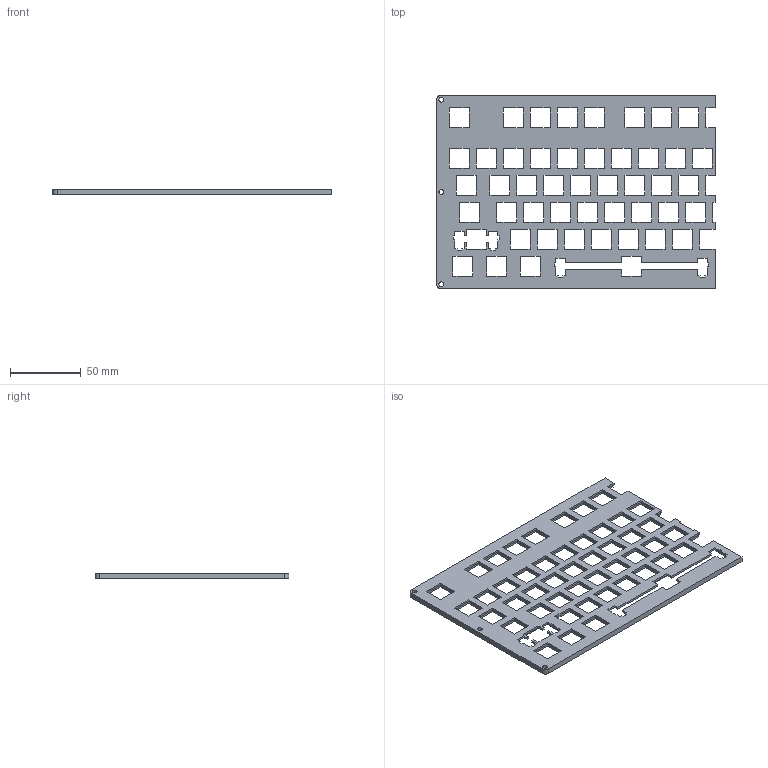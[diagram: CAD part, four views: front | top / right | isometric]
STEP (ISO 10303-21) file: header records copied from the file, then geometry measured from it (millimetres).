
FILE_DESCRIPTION(/* description */ (''),/* implementation_level */ '2;1');
FILE_NAME(/* name */ 'plateLeft.step',/* time_stamp */ '2025-06-22T13:55:31-04:00',/* author */ (''),/* organization */ (''),/* preprocessor_version */ 'ST-DEVELOPER v20.1',/* originating_system */ 'Autodesk Translation Framework v14.10.0.0',/* authorisation */ '');
FILE_SCHEMA (('AUTOMOTIVE_DESIGN { 1 0 10303 214 3 1 1 }'));
Length unit declared in the file: millimetre
Products named in the file (2): 2025-06-18-17-06-01-118; 2025-06-18-13-06-36-971
Assembly tree (1 placements, depth 2):
  2025-06-18-17-06-01-118
    2025-06-18-13-06-36-971
Bounding box: 196.4 x 136.63 x 4 mm (x, y, z)
Volume: 54322.6 mm3; surface area: 48339.2 mm2
Topology: 1 solids, 1 shells, 539 faces, 1467 edges, 978 vertices
Faces by surface type: plane 534, cylinder 5
Full cylindrical faces by diameter (mm): 3.4 x3
Entity records: 16908 total; most frequent: CARTESIAN_POINT 2987, ORIENTED_EDGE 2934, DIRECTION 2561, EDGE_CURVE 1467, LINE 1457, VECTOR 1457, VERTEX_POINT 978, EDGE_LOOP 689
